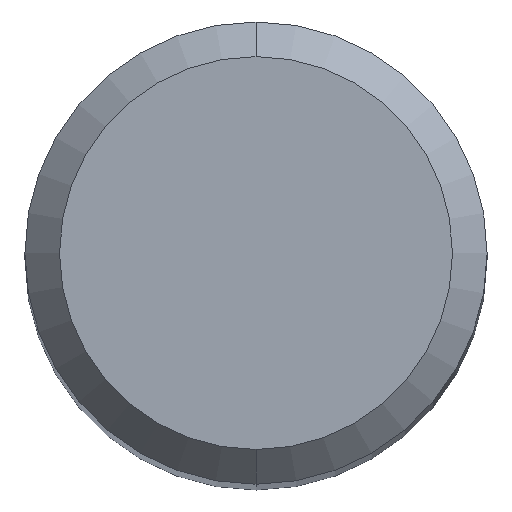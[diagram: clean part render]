
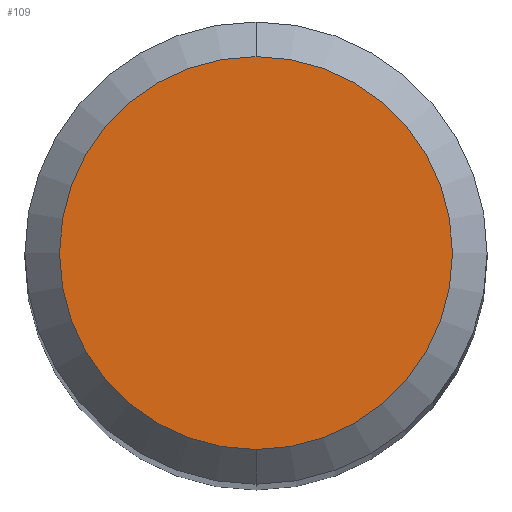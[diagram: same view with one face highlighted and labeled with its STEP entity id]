
A CAD part, top view. The second image highlights one B-rep face of the part: STEP entity #109.
In plain terms, the highlighted planar face has unit normal (0, 0, 1).
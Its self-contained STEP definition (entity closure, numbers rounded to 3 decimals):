
#109=ADVANCED_FACE('',(#261),#262,.T.);
#133=EDGE_CURVE('',#203,#219,#290,.T.);
#185=EDGE_CURVE('',#219,#203,#344,.T.);
#203=VERTEX_POINT('',#365);
#219=VERTEX_POINT('',#384);
#261=FACE_OUTER_BOUND('',#424,.T.);
#262=PLANE('',#425);
#290=CIRCLE('',#461,1.7);
#344=CIRCLE('',#539,1.7);
#365=CARTESIAN_POINT('',(0.0,1.7,0.0));
#384=CARTESIAN_POINT('',(0.,-1.7,0.0));
#424=EDGE_LOOP('',(#613,#614));
#425=AXIS2_PLACEMENT_3D('',#615,#616,#617);
#461=AXIS2_PLACEMENT_3D('',#660,#661,#662);
#539=AXIS2_PLACEMENT_3D('',#712,#713,#714);
#613=ORIENTED_EDGE('',*,*,#133,.F.);
#614=ORIENTED_EDGE('',*,*,#185,.F.);
#615=CARTESIAN_POINT('',(0.0,0.85,0.0));
#616=DIRECTION('',(-0.0,0.0,1.0));
#617=DIRECTION('',(0.0,-1.0,0.0));
#660=CARTESIAN_POINT('',(0.0,0.0,0.0));
#661=DIRECTION('',(0.0,0.0,-1.0));
#662=DIRECTION('',(0.0,1.0,0.0));
#712=CARTESIAN_POINT('',(0.0,0.0,0.0));
#713=DIRECTION('',(0.0,0.0,-1.0));
#714=DIRECTION('',(0.0,1.0,0.0));
